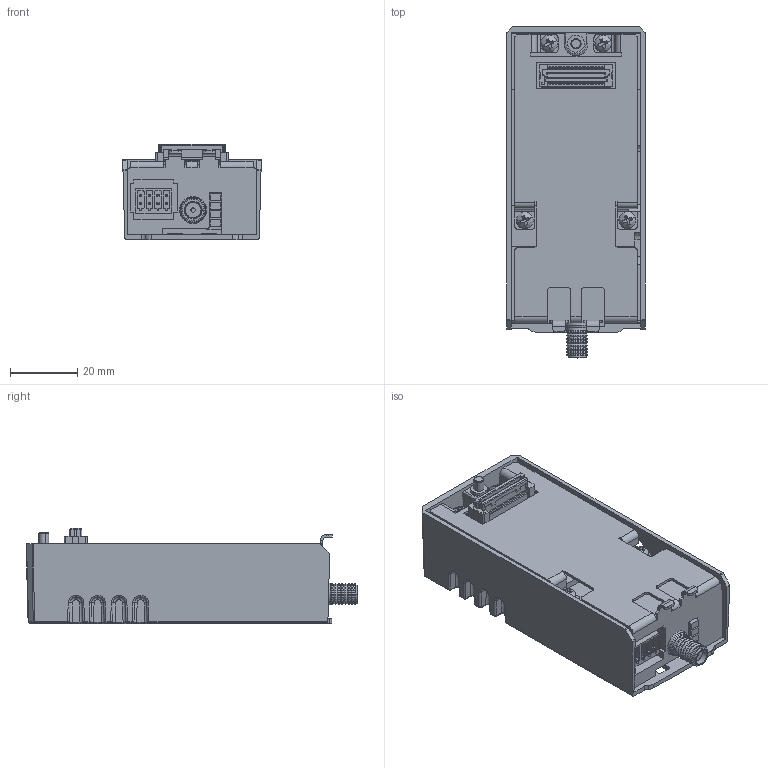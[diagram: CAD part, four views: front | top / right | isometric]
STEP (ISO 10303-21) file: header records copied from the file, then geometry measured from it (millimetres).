
FILE_DESCRIPTION(('STEP AP214'),'2;1');
FILE_NAME('PLCM09 - 2018-10-12.stp','2018-10-12T11:19:38',(''),(''),'2009.3.110','THINKDESIGN','');
FILE_SCHEMA(('AUTOMOTIVE_DESIGN'));
Products named in the file (1): None
Bounding box: 41.2 x 98.65 x 28.45 mm (x, y, z)
Volume: 67778.7 mm3; surface area: 25037 mm2
Topology: 1 solids, 1 shells, 2353 faces, 6251 edges, 3907 vertices
Faces by surface type: plane 1714, bspline 331, cylinder 308
Entity records: 105513 total; most frequent: CARTESIAN_POINT 28186, ORIENTED_EDGE 12430, DIRECTION 10409, EDGE_CURVE 6215, VECTOR 4977, LINE 4977, VERTEX_POINT 3907, AXIS2_PLACEMENT_3D 2716
